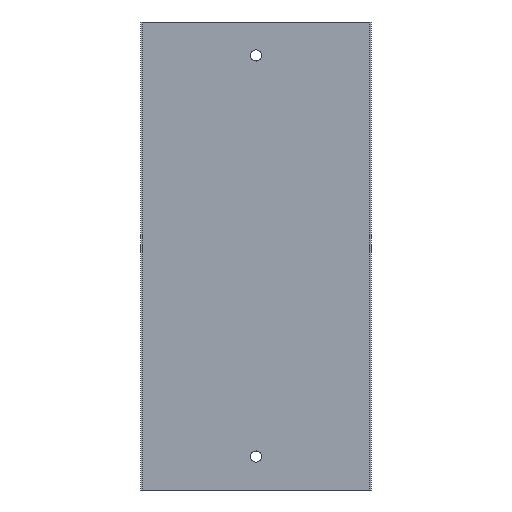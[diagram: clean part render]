
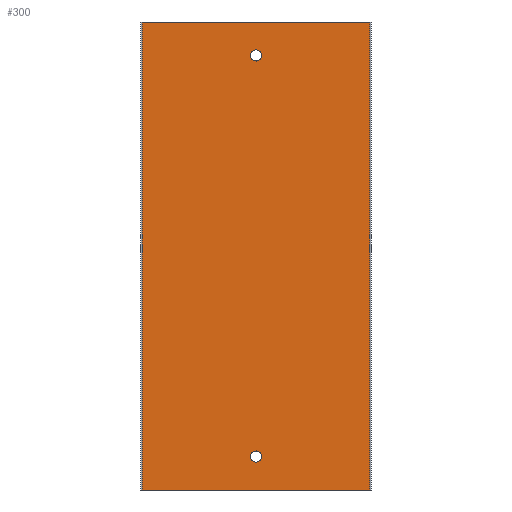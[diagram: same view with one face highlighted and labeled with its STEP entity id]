
A CAD part, front view. The second image highlights one B-rep face of the part: STEP entity #300.
In plain terms, the highlighted planar face has unit normal (0, -1, 0).
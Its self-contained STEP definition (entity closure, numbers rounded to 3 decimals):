
#19 = CARTESIAN_POINT ( 'NONE',  ( 0., 0., 195. ) ) ;
#38 = CARTESIAN_POINT ( 'NONE',  ( -51., 0., 210. ) ) ;
#45 = CARTESIAN_POINT ( 'NONE',  ( -51., 0., 210. ) ) ;
#46 = DIRECTION ( 'NONE',  ( 1., 0., 0. ) ) ;
#48 = DIRECTION ( 'NONE',  ( 0., 0., 1. ) ) ;
#49 = DIRECTION ( 'NONE',  ( 0., -1., 0. ) ) ;
#50 = CARTESIAN_POINT ( 'NONE',  ( 0., 0., 15. ) ) ;
#55 = DIRECTION ( 'NONE',  ( 0., 0., 1. ) ) ;
#56 = DIRECTION ( 'NONE',  ( 0., -1., 0. ) ) ;
#68 = DIRECTION ( 'NONE',  ( 0., 0., -1. ) ) ;
#69 = DIRECTION ( 'NONE',  ( 0., 0., -1. ) ) ;
#71 = CARTESIAN_POINT ( 'NONE',  ( 51., 0., 210. ) ) ;
#73 = DIRECTION ( 'NONE',  ( 0., 0., 1. ) ) ;
#75 = PLANE ( 'NONE',  #315 ) ;
#81 = CARTESIAN_POINT ( 'NONE',  ( 0., 0., 197.5 ) ) ;
#83 = CARTESIAN_POINT ( 'NONE',  ( 0., 0., 17.5 ) ) ;
#84 = CARTESIAN_POINT ( 'NONE',  ( -51., 0., 210. ) ) ;
#88 = DIRECTION ( 'NONE',  ( 0., 1., 0. ) ) ;
#111 = DIRECTION ( 'NONE',  ( 1., 0., 0. ) ) ;
#112 = CARTESIAN_POINT ( 'NONE',  ( -51., 0., 0. ) ) ;
#125 = CARTESIAN_POINT ( 'NONE',  ( -51., 0., 0. ) ) ;
#130 = CARTESIAN_POINT ( 'NONE',  ( 51., 0., 0. ) ) ;
#132 = CARTESIAN_POINT ( 'NONE',  ( -51., 0., 210. ) ) ;
#134 = CARTESIAN_POINT ( 'NONE',  ( 51., 0., 210. ) ) ;
#165 = VERTEX_POINT ( 'NONE', #125 ) ;
#168 = VERTEX_POINT ( 'NONE', #130 ) ;
#173 = VERTEX_POINT ( 'NONE', #134 ) ;
#175 = VERTEX_POINT ( 'NONE', #132 ) ;
#181 = ORIENTED_EDGE ( 'NONE', *, *, #340, .F. ) ;
#185 = ORIENTED_EDGE ( 'NONE', *, *, #342, .F. ) ;
#186 = ORIENTED_EDGE ( 'NONE', *, *, #343, .T. ) ;
#189 = LINE ( 'NONE', #45, #278 ) ;
#190 = ORIENTED_EDGE ( 'NONE', *, *, #351, .F. ) ;
#192 = ORIENTED_EDGE ( 'NONE', *, *, #344, .F. ) ;
#194 = ORIENTED_EDGE ( 'NONE', *, *, #352, .T. ) ;
#204 = LINE ( 'NONE', #112, #282 ) ;
#242 = CIRCLE ( 'NONE', #311, 2.5 ) ;
#246 = EDGE_LOOP ( 'NONE', ( #181 ) ) ;
#250 = EDGE_LOOP ( 'NONE', ( #185 ) ) ;
#252 = EDGE_LOOP ( 'NONE', ( #186, #190, #192, #194 ) ) ;
#257 = CIRCLE ( 'NONE', #313, 2.5 ) ;
#264 = FACE_OUTER_BOUND ( 'NONE', #252, .T. ) ;
#273 = FACE_BOUND ( 'NONE', #246, .T. ) ;
#277 = FACE_BOUND ( 'NONE', #250, .T. ) ;
#278 = VECTOR ( 'NONE', #111, 1000. ) ;
#282 = VECTOR ( 'NONE', #46, 1000. ) ;
#300 = ADVANCED_FACE ( 'NONE', ( #273, #277, #264 ), #75, .F. ) ;
#311 = AXIS2_PLACEMENT_3D ( 'NONE', #50, #49, #48 ) ;
#313 = AXIS2_PLACEMENT_3D ( 'NONE', #19, #56, #55 ) ;
#315 = AXIS2_PLACEMENT_3D ( 'NONE', #84, #88, #73 ) ;
#340 = EDGE_CURVE ( 'NONE', #407, #407, #257, .T. ) ;
#342 = EDGE_CURVE ( 'NONE', #404, #404, #242, .T. ) ;
#343 = EDGE_CURVE ( 'NONE', #165, #168, #204, .T. ) ;
#344 = EDGE_CURVE ( 'NONE', #175, #173, #189, .T. ) ;
#351 = EDGE_CURVE ( 'NONE', #173, #168, #405, .T. ) ;
#352 = EDGE_CURVE ( 'NONE', #175, #165, #432, .T. ) ;
#404 = VERTEX_POINT ( 'NONE', #83 ) ;
#405 = LINE ( 'NONE', #71, #434 ) ;
#407 = VERTEX_POINT ( 'NONE', #81 ) ;
#431 = VECTOR ( 'NONE', #68, 1000. ) ;
#432 = LINE ( 'NONE', #38, #431 ) ;
#434 = VECTOR ( 'NONE', #69, 1000. ) ;
